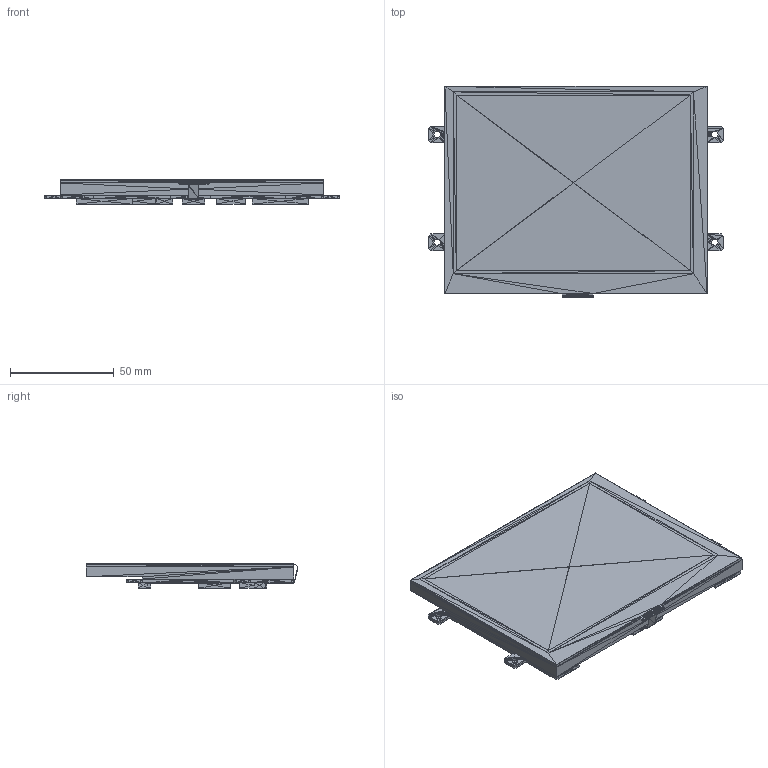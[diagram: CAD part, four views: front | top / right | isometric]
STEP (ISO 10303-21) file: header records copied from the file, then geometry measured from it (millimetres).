
FILE_DESCRIPTION((''),'2;1');
FILE_NAME('Open CASCADE Shape Model','2024-02-14T14:31:57',('LJ'),(''), 'Open CASCADE STEP processor 7.6','InStep V2.3','Unknown');
FILE_SCHEMA(('AUTOMOTIVE_DESIGN_CC2 { 1 2 10303 214 -1 1 5 4 }'));
Length unit declared in the file: millimetre
Products named in the file (4): 6448_stl; SOLID
Assembly tree (3 placements, depth 2):
  6448_stl
    SOLID
    SOLID
    SOLID
Bounding box: 142 x 102 x 11.7 mm (x, y, z)
Volume: 107134.3 mm3; surface area: 75876.4 mm2
Topology: 3 solids, 3 shells, 1272 faces, 1908 edges, 634 vertices
Faces by surface type: plane 1272
Entity records: 24909 total; most frequent: DIRECTION 4460, CARTESIAN_POINT 3818, ORIENTED_EDGE 3816, EDGE_CURVE 1908, LINE 1908, VECTOR 1908, AXIS2_PLACEMENT_3D 1276, ADVANCED_FACE 1272
